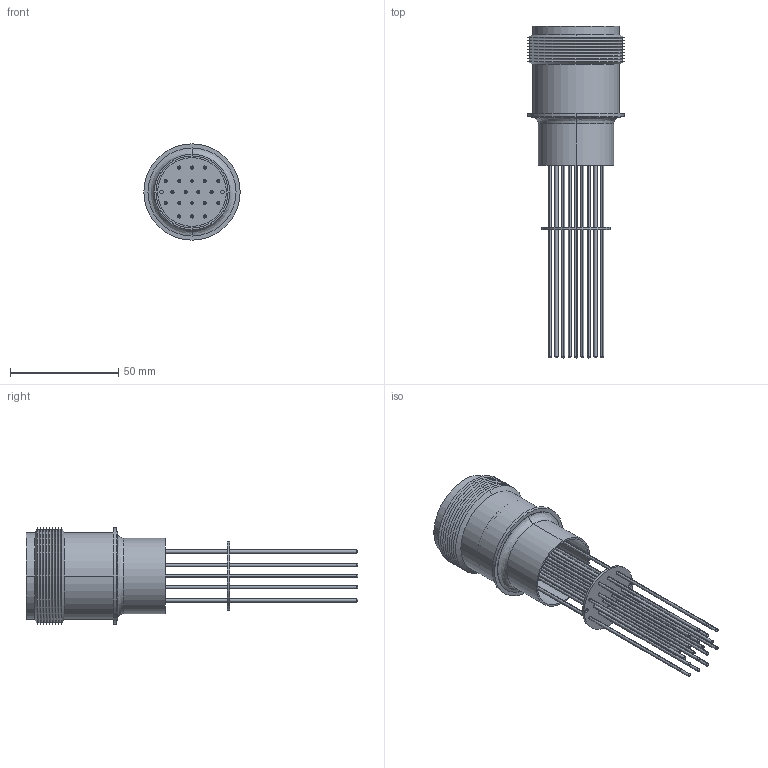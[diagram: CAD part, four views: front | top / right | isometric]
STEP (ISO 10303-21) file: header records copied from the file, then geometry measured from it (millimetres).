
FILE_DESCRIPTION (( 'STEP AP203' ), '1' );
FILE_NAME ('A0204-2-W.STEP', '2012-11-20T13:45:52', ( '' ), ( '' ), 'SwSTEP 2.0', 'SolidWorks 2012', '' );
FILE_SCHEMA (( 'CONFIG_CONTROL_DESIGN' ));
Length unit declared in the file: inch
Products named in the file (1): A0204-2-W
Bounding box: 44.45 x 153.29 x 44.45 mm (x, y, z)
Volume: 19297.9 mm3; surface area: 38344.3 mm2
Topology: 1 solids, 1 shells, 546 faces, 1269 edges, 832 vertices
Faces by surface type: cylinder 264, bspline 124, plane 122, cone 36
Entity records: 17477 total; most frequent: CARTESIAN_POINT 4886, DIRECTION 2799, ORIENTED_EDGE 2538, EDGE_CURVE 1269, AXIS2_PLACEMENT_3D 1233, VERTEX_POINT 832, CIRCLE 810, EDGE_LOOP 695
